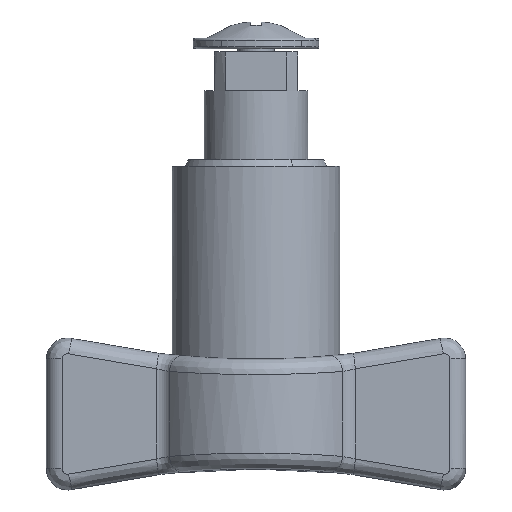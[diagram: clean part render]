
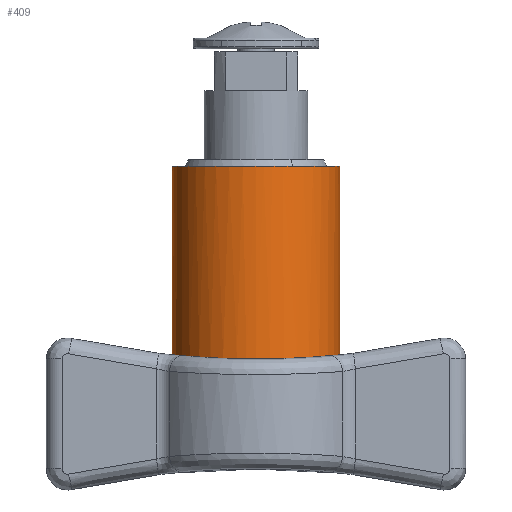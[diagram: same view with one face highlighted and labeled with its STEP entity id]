
A CAD part, top view. The second image highlights one B-rep face of the part: STEP entity #409.
In plain terms, the highlighted free-form (B-spline) face has degree [2, 1] with [5, 2] control points.
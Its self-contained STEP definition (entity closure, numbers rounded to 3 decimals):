
#260=CARTESIAN_POINT('',(7.997,0.46,0.209));
#261=CARTESIAN_POINT('',(7.788,0.46,8.207));
#262=CARTESIAN_POINT('',(-0.209,0.46,7.997));
#263=CARTESIAN_POINT('',(-8.207,0.46,7.788));
#264=CARTESIAN_POINT('',(-7.997,0.46,-0.209));
#265=CARTESIAN_POINT('',(7.997,-18.872,0.209));
#266=CARTESIAN_POINT('',(7.788,-18.872,8.207));
#267=CARTESIAN_POINT('',(-0.209,-18.872,7.997));
#268=CARTESIAN_POINT('',(-8.207,-18.872,7.788));
#269=CARTESIAN_POINT('',(-7.997,-18.872,-0.209));
#277=(BOUNDED_SURFACE()B_SPLINE_SURFACE(2,1,((#260,#265),(#261,#266),(#262,#267),(#263,#268),(#264,#269)),.UNSPECIFIED.,.F.,.F.,.U.)B_SPLINE_SURFACE_WITH_KNOTS((3,2,3),(2,2),(0.0,13.255,26.51),(0.0,19.332),.UNSPECIFIED.)GEOMETRIC_REPRESENTATION_ITEM()RATIONAL_B_SPLINE_SURFACE(((1.0,1.0),(0.707,0.707),(1.0,1.0),(0.707,0.707),(1.0,1.0)))REPRESENTATION_ITEM('')SURFACE());
#278=CARTESIAN_POINT('',(7.997,0.,0.209));
#279=VERTEX_POINT('',#278);
#280=CARTESIAN_POINT('',(0.0,0.,8.));
#281=VERTEX_POINT('',#280);
#282=CARTESIAN_POINT('',(7.997,0.,0.209));
#283=CARTESIAN_POINT('',(7.793,0.,8.));
#284=CARTESIAN_POINT('',(0.0,0.,8.));
#292=(BOUNDED_CURVE()B_SPLINE_CURVE(2,(#282,#283,#284),.UNSPECIFIED.,.F.,.U.)B_SPLINE_CURVE_WITH_KNOTS((3,3),(0.255,0.5),.UNSPECIFIED.)CURVE()GEOMETRIC_REPRESENTATION_ITEM()RATIONAL_B_SPLINE_CURVE((0.989,0.712,1.0))REPRESENTATION_ITEM(''));
#293=EDGE_CURVE('',#279,#281,#292,.T.);
#294=ORIENTED_EDGE('',*,*,#293,.T.);
#295=CARTESIAN_POINT('',(-7.997,0.,-0.209));
#296=VERTEX_POINT('',#295);
#297=CARTESIAN_POINT('',(0.0,0.,8.));
#298=CARTESIAN_POINT('',(-8.,0.,8.));
#299=CARTESIAN_POINT('',(-8.,0.,0.0));
#300=CARTESIAN_POINT('',(-8.,0.,-0.105));
#301=CARTESIAN_POINT('',(-7.997,0.,-0.209));
#309=(BOUNDED_CURVE()B_SPLINE_CURVE(2,(#297,#298,#299,#300,#301),.UNSPECIFIED.,.F.,.U.)B_SPLINE_CURVE_WITH_KNOTS((3,2,3),(0.5,0.75,0.755),.UNSPECIFIED.)CURVE()GEOMETRIC_REPRESENTATION_ITEM()RATIONAL_B_SPLINE_CURVE((1.0,0.707,1.0,0.995,0.989))REPRESENTATION_ITEM(''));
#310=EDGE_CURVE('',#281,#296,#309,.T.);
#311=ORIENTED_EDGE('',*,*,#310,.T.);
#312=CARTESIAN_POINT('',(-7.997,-18.,-0.209));
#313=VERTEX_POINT('',#312);
#314=CARTESIAN_POINT('',(-7.997,0.,-0.209));
#315=CARTESIAN_POINT('',(-7.997,-18.,-0.209));
#316=QUASI_UNIFORM_CURVE('',1,(#314,#315),.UNSPECIFIED.,.F.,.U.);
#317=EDGE_CURVE('',#296,#313,#316,.T.);
#318=ORIENTED_EDGE('',*,*,#317,.T.);
#319=CARTESIAN_POINT('',(-0.003,-18.401,8.));
#320=VERTEX_POINT('',#319);
#321=CARTESIAN_POINT('',(-7.997,-18.,-0.209));
#322=CARTESIAN_POINT('',(-7.999,-18.,-0.141));
#323=CARTESIAN_POINT('',(-8.,-18.,-0.073));
#324=CARTESIAN_POINT('',(-8.,-18.,0.257));
#325=CARTESIAN_POINT('',(-7.988,-18.001,0.518));
#326=CARTESIAN_POINT('',(-7.949,-18.005,0.912));
#327=CARTESIAN_POINT('',(-7.933,-18.006,1.044));
#328=CARTESIAN_POINT('',(-7.894,-18.01,1.304));
#329=CARTESIAN_POINT('',(-7.872,-18.012,1.433));
#330=CARTESIAN_POINT('',(-7.744,-18.025,2.074));
#331=CARTESIAN_POINT('',(-7.593,-18.04,2.573));
#332=CARTESIAN_POINT('',(-7.343,-18.063,3.179));
#333=CARTESIAN_POINT('',(-7.289,-18.068,3.299));
#334=CARTESIAN_POINT('',(-7.177,-18.078,3.538));
#335=CARTESIAN_POINT('',(-7.117,-18.083,3.655));
#336=CARTESIAN_POINT('',(-6.932,-18.1,4.003));
#337=CARTESIAN_POINT('',(-6.797,-18.112,4.227));
#338=CARTESIAN_POINT('',(-6.363,-18.148,4.877));
#339=CARTESIAN_POINT('',(-6.033,-18.174,5.281));
#340=CARTESIAN_POINT('',(-5.286,-18.227,6.028));
#341=CARTESIAN_POINT('',(-4.882,-18.253,6.359));
#342=CARTESIAN_POINT('',(-4.233,-18.289,6.793));
#343=CARTESIAN_POINT('',(-4.009,-18.3,6.928));
#344=CARTESIAN_POINT('',(-3.662,-18.317,7.114));
#345=CARTESIAN_POINT('',(-3.544,-18.322,7.173));
#346=CARTESIAN_POINT('',(-3.306,-18.332,7.286));
#347=CARTESIAN_POINT('',(-3.185,-18.337,7.34));
#348=CARTESIAN_POINT('',(-2.58,-18.361,7.591));
#349=CARTESIAN_POINT('',(-2.081,-18.375,7.742));
#350=CARTESIAN_POINT('',(-1.44,-18.388,7.87));
#351=CARTESIAN_POINT('',(-1.311,-18.39,7.893));
#352=CARTESIAN_POINT('',(-1.116,-18.393,7.922));
#353=CARTESIAN_POINT('',(-1.051,-18.394,7.931));
#354=CARTESIAN_POINT('',(-0.92,-18.395,7.947));
#355=CARTESIAN_POINT('',(-0.854,-18.396,7.955));
#356=CARTESIAN_POINT('',(-0.526,-18.399,7.987));
#357=CARTESIAN_POINT('',(-0.264,-18.401,8.));
#358=CARTESIAN_POINT('',(-0.003,-18.401,8.));
#359=B_SPLINE_CURVE_WITH_KNOTS('',3,(#321,#322,#323,#324,#325,#326,#327,#328,#329,#330,#331,#332,#333,#334,#335,#336,#337,#338,#339,#340,#341,#342,#343,#344,#345,#346,#347,#348,#349,#350,#351,#352,#353,#354,#355,#356,#357,#358),.UNSPECIFIED.,.F.,.U.,(4,2,2,2,2,2,2,2,2,2,2,2,2,2,2,2,2,2,4),(0.246,0.25,0.266,0.273,0.281,0.313,0.32,0.328,0.344,0.375,0.406,0.422,0.43,0.438,0.469,0.477,0.48,0.484,0.5),.UNSPECIFIED.);
#360=EDGE_CURVE('',#313,#320,#359,.T.);
#361=ORIENTED_EDGE('',*,*,#360,.T.);
#362=CARTESIAN_POINT('',(7.997,-18.,0.209));
#363=VERTEX_POINT('',#362);
#364=CARTESIAN_POINT('',(-0.003,-18.401,8.));
#365=CARTESIAN_POINT('',(0.519,-18.401,8.));
#366=CARTESIAN_POINT('',(1.039,-18.396,7.95));
#367=CARTESIAN_POINT('',(1.684,-18.383,7.822));
#368=CARTESIAN_POINT('',(1.813,-18.38,7.793));
#369=CARTESIAN_POINT('',(2.069,-18.374,7.729));
#370=CARTESIAN_POINT('',(2.195,-18.371,7.694));
#371=CARTESIAN_POINT('',(2.571,-18.36,7.58));
#372=CARTESIAN_POINT('',(3.063,-18.343,7.404));
#373=CARTESIAN_POINT('',(3.534,-18.323,7.182));
#374=CARTESIAN_POINT('',(3.881,-18.307,6.997));
#375=CARTESIAN_POINT('',(3.995,-18.301,6.932));
#376=CARTESIAN_POINT('',(4.221,-18.289,6.797));
#377=CARTESIAN_POINT('',(4.333,-18.283,6.727));
#378=CARTESIAN_POINT('',(4.879,-18.253,6.361));
#379=CARTESIAN_POINT('',(5.282,-18.227,6.031));
#380=CARTESIAN_POINT('',(5.836,-18.188,5.478));
#381=CARTESIAN_POINT('',(6.012,-18.175,5.284));
#382=CARTESIAN_POINT('',(6.263,-18.155,4.979));
#383=CARTESIAN_POINT('',(6.344,-18.149,4.875));
#384=CARTESIAN_POINT('',(6.501,-18.136,4.664));
#385=CARTESIAN_POINT('',(6.577,-18.13,4.557));
#386=CARTESIAN_POINT('',(6.94,-18.1,4.014));
#387=CARTESIAN_POINT('',(7.186,-18.078,3.555));
#388=CARTESIAN_POINT('',(7.437,-18.054,2.95));
#389=CARTESIAN_POINT('',(7.485,-18.05,2.827));
#390=CARTESIAN_POINT('',(7.552,-18.043,2.641));
#391=CARTESIAN_POINT('',(7.573,-18.041,2.579));
#392=CARTESIAN_POINT('',(7.615,-18.037,2.453));
#393=CARTESIAN_POINT('',(7.635,-18.036,2.391));
#394=CARTESIAN_POINT('',(7.73,-18.026,2.076));
#395=CARTESIAN_POINT('',(7.794,-18.02,1.823));
#396=CARTESIAN_POINT('',(7.934,-18.006,1.121));
#397=CARTESIAN_POINT('',(7.985,-18.001,0.669));
#398=CARTESIAN_POINT('',(7.997,-18.,0.209));
#399=B_SPLINE_CURVE_WITH_KNOTS('',3,(#364,#365,#366,#367,#368,#369,#370,#371,#372,#373,#374,#375,#376,#377,#378,#379,#380,#381,#382,#383,#384,#385,#386,#387,#388,#389,#390,#391,#392,#393,#394,#395,#396,#397,#398),.UNSPECIFIED.,.F.,.U.,(4,2,2,2,1,2,2,2,2,2,2,2,2,2,2,2,2,4),(0.5,0.531,0.539,0.547,0.563,0.578,0.586,0.594,0.625,0.641,0.648,0.656,0.688,0.695,0.699,0.703,0.719,0.746),.UNSPECIFIED.);
#400=EDGE_CURVE('',#320,#363,#399,.T.);
#401=ORIENTED_EDGE('',*,*,#400,.T.);
#402=CARTESIAN_POINT('',(7.997,0.,0.209));
#403=CARTESIAN_POINT('',(7.997,-18.,0.209));
#404=QUASI_UNIFORM_CURVE('',1,(#402,#403),.UNSPECIFIED.,.F.,.U.);
#405=EDGE_CURVE('',#279,#363,#404,.T.);
#406=ORIENTED_EDGE('',*,*,#405,.F.);
#407=EDGE_LOOP('',(#294,#311,#318,#361,#401,#406));
#408=FACE_OUTER_BOUND('',#407,.T.);
#409=ADVANCED_FACE('',(#408),#277,.T.);
